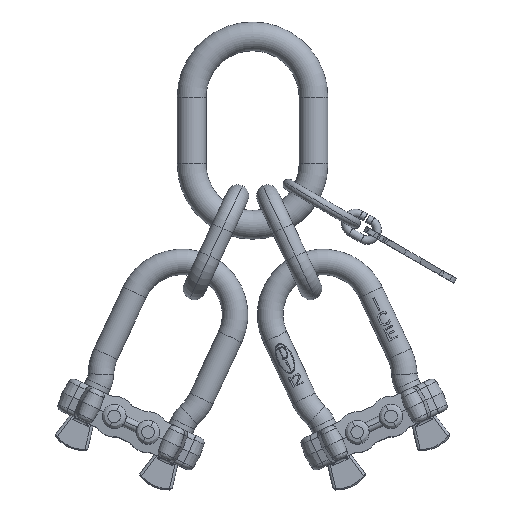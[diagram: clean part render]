
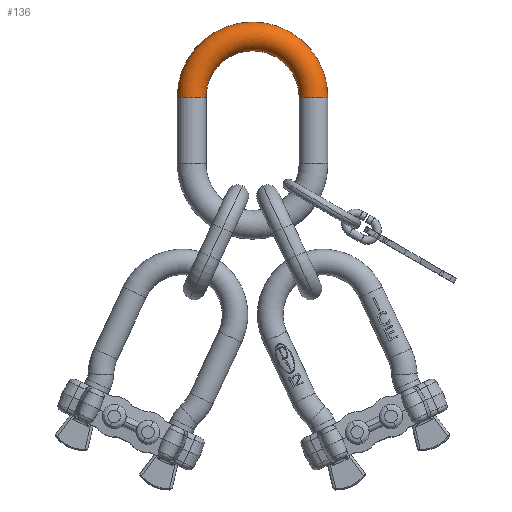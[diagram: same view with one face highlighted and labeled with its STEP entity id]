
A CAD part, top view. The second image highlights one B-rep face of the part: STEP entity #136.
In plain terms, the highlighted toroidal (fillet/blend) face has major radius 22.9 mm and minor radius 5.4 mm.
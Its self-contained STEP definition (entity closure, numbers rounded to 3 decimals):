
#18=CARTESIAN_POINT('',(22.9,12.5,0.));
#19=DIRECTION('',(0.,1.,0.));
#20=DIRECTION('',(-1.,0.,0.));
#21=AXIS2_PLACEMENT_3D('',#18,#19,#20);
#23=CARTESIAN_POINT('',(0.,12.5,0.));
#24=DIRECTION('',(0.,0.,1.));
#25=DIRECTION('',(1.,0.,0.));
#26=AXIS2_PLACEMENT_3D('',#23,#24,#25);
#28=CARTESIAN_POINT('',(-22.9,12.5,0.));
#29=DIRECTION('',(0.,-1.,0.));
#30=DIRECTION('',(1.,0.,0.));
#31=AXIS2_PLACEMENT_3D('',#28,#29,#30);
#71=CARTESIAN_POINT('',(0.,12.5,0.));
#72=DIRECTION('',(0.,0.,1.));
#73=DIRECTION('',(1.,0.,0.));
#74=AXIS2_PLACEMENT_3D('',#71,#72,#73);
#90=CARTESIAN_POINT('',(-17.5,12.5,0.));
#91=CARTESIAN_POINT('',(-28.3,12.5,0.));
#92=VERTEX_POINT('',#90);
#93=VERTEX_POINT('',#91);
#102=CARTESIAN_POINT('',(17.5,12.5,0.));
#103=CARTESIAN_POINT('',(28.3,12.5,0.));
#104=VERTEX_POINT('',#102);
#105=VERTEX_POINT('',#103);
#122=CARTESIAN_POINT('',(0.,12.5,0.));
#123=DIRECTION('',(0.,0.,1.));
#124=DIRECTION('',(-1.,0.,0.));
#125=AXIS2_PLACEMENT_3D('',#122,#123,#124);
#126=TOROIDAL_SURFACE('359',#125,22.9,5.4);
#128=ORIENTED_EDGE('347',*,*,#127,.F.);
#130=ORIENTED_EDGE('360',*,*,#129,.T.);
#131=ORIENTED_EDGE('324',*,*,#111,.T.);
#133=ORIENTED_EDGE('362',*,*,#132,.F.);
#134=EDGE_LOOP('359',(#128,#130,#131,#133));
#135=FACE_OUTER_BOUND('359',#134,.F.);
#22=CIRCLE('347',#21,5.4);
#27=CIRCLE('360',#26,17.5);
#32=CIRCLE('324',#31,5.4);
#75=CIRCLE('362',#74,28.3);
#111=EDGE_CURVE('324',#92,#93,#32,.T.);
#127=EDGE_CURVE('347',#104,#105,#22,.T.);
#129=EDGE_CURVE('360',#104,#92,#27,.T.);
#132=EDGE_CURVE('362',#105,#93,#75,.T.);
#136=ADVANCED_FACE('359',(#135),#126,.T.);
